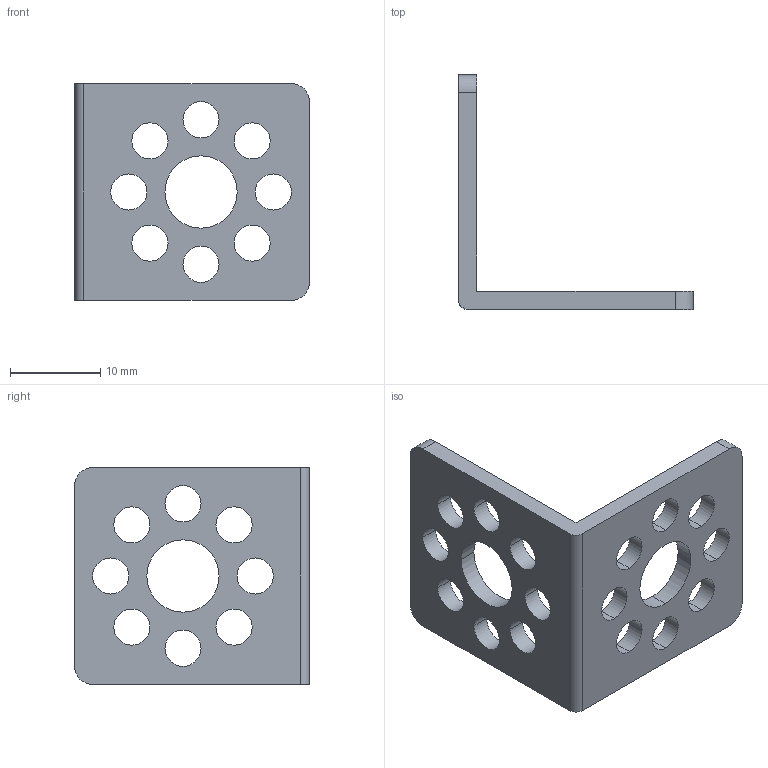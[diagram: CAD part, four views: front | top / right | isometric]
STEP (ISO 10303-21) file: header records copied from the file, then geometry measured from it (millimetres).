
FILE_DESCRIPTION (( 'STEP AP214' ), '1' );
FILE_NAME ('Bracket L1盓殤L1.step', '2016-10-28T04:08:57', ( 'dell' ), ( '' ), 'SwSTEP 2.0', 'SolidWorks 2013', '' );
FILE_SCHEMA (( 'AUTOMOTIVE_DESIGN' ));
Length unit declared in the file: millimetre
Products named in the file (1): Bracket L1盓殤L1
Bounding box: 26 x 26 x 24 mm (x, y, z)
Volume: 1784.8 mm3; surface area: 2571 mm2
Topology: 1 solids, 1 shells, 49 faces, 141 edges, 94 vertices
Faces by surface type: cylinder 41, plane 8
Entity records: 1763 total; most frequent: DIRECTION 323, CARTESIAN_POINT 285, ORIENTED_EDGE 282, EDGE_CURVE 141, AXIS2_PLACEMENT_3D 132, VERTEX_POINT 94, EDGE_LOOP 85, CIRCLE 82
